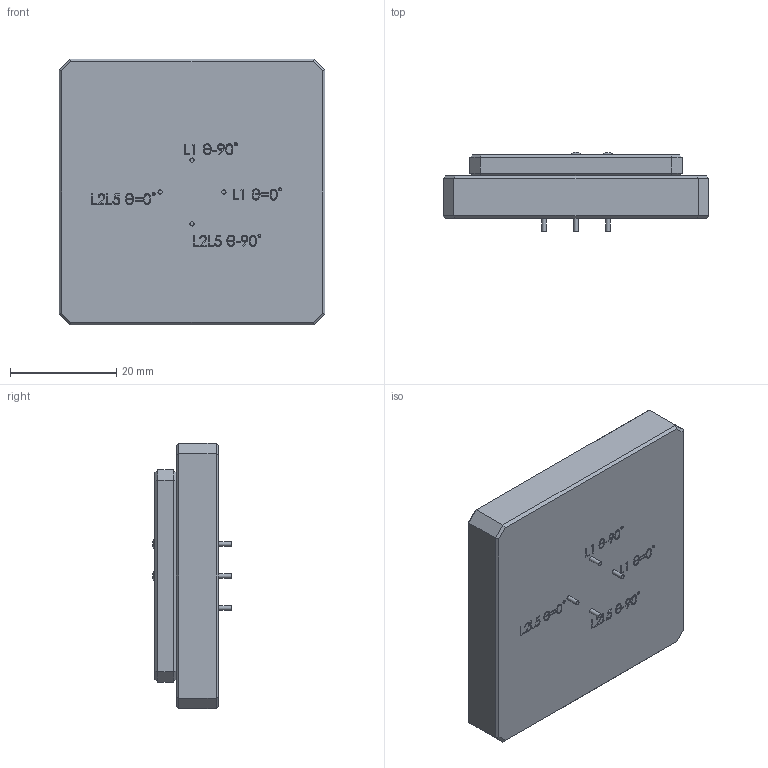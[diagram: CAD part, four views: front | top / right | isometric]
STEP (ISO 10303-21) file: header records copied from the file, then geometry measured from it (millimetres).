
FILE_DESCRIPTION (( 'STEP AP214' ), '1' );
FILE_NAME ('GPDF5012A - 11-09-20.STEP', '2020-09-14T15:50:44', ( 'localadmin' ), ( '' ), 'SwSTEP 2.0', 'SolidWorks 2018', '' );
FILE_SCHEMA (( 'AUTOMOTIVE_DESIGN' ));
Length unit declared in the file: millimetre
Products named in the file (1): GPDF5012A - 11-09-20
Bounding box: 50 x 14.85 x 50 mm (x, y, z)
Volume: 26206.5 mm3; surface area: 10200.1 mm2
Topology: 2 solids, 2 shells, 616 faces, 1558 edges, 1030 vertices
Faces by surface type: plane 347, bspline 260, cylinder 9
Full cylindrical faces by diameter (mm): 0.8 x4, 2.62 x2, 3 x1, 5.2 x2
Entity records: 31462 total; most frequent: CARTESIAN_POINT 17390, ORIENTED_EDGE 3086, DIRECTION 1755, EDGE_CURVE 1543, VERTEX_POINT 1024, LINE 1009, VECTOR 1009, EDGE_LOOP 711
